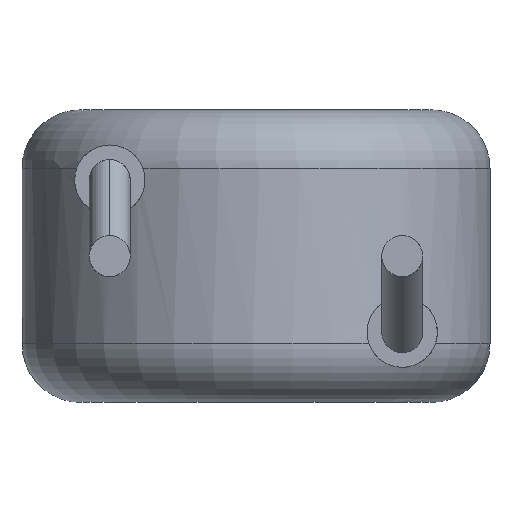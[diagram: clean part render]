
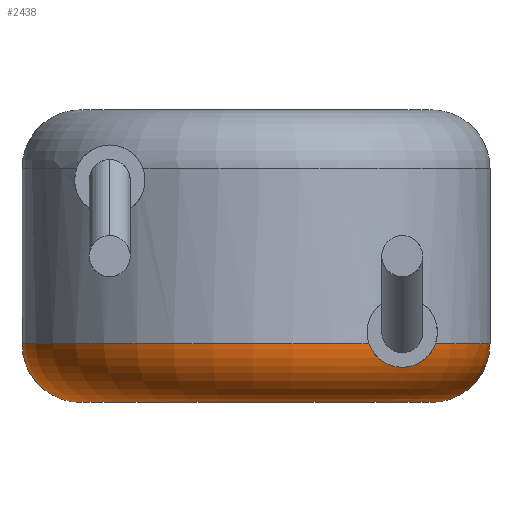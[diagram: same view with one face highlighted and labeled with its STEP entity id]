
A CAD part, front view. The second image highlights one B-rep face of the part: STEP entity #2438.
In plain terms, the highlighted toroidal (fillet/blend) face has major radius 3 mm and minor radius 1 mm.
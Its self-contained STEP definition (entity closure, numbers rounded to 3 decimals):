
#53 = AXIS2_PLACEMENT_3D ( 'NONE', #1602, #1570, #694 ) ;
#100 = CARTESIAN_POINT ( 'NONE',  ( 2.5, -3.015, 0.6 ) ) ;
#112 = CIRCLE ( 'NONE', #1730, 4. ) ;
#162 = CARTESIAN_POINT ( 'NONE',  ( 2.078, -3.388, 0.768 ) ) ;
#172 = DIRECTION ( 'NONE',  ( 1., 0., 0. ) ) ;
#203 = VERTEX_POINT ( 'NONE', #3164 ) ;
#315 = EDGE_CURVE ( 'NONE', #931, #539, #2752, .T. ) ;
#398 = CARTESIAN_POINT ( 'NONE',  ( 2.527, -2.992, 0.601 ) ) ;
#413 = CARTESIAN_POINT ( 'NONE',  ( 2.968, -2.681, 1. ) ) ;
#436 = CARTESIAN_POINT ( 'NONE',  ( 0., 0., 1. ) ) ;
#459 = CARTESIAN_POINT ( 'NONE',  ( -3., 0., 1. ) ) ;
#539 = VERTEX_POINT ( 'NONE', #100 ) ;
#694 = DIRECTION ( 'NONE',  ( 1., 0., 0. ) ) ;
#748 = DIRECTION ( 'NONE',  ( 0., 1., 0. ) ) ;
#772 = ORIENTED_EDGE ( 'NONE', *, *, #3041, .T. ) ;
#775 = DIRECTION ( 'NONE',  ( 0., 0., -1. ) ) ;
#793 = CARTESIAN_POINT ( 'NONE',  ( -4., 0., 1. ) ) ;
#795 = EDGE_CURVE ( 'NONE', #203, #1057, #1213, .T. ) ;
#815 = DIRECTION ( 'NONE',  ( 0., 0., 1. ) ) ;
#880 = ORIENTED_EDGE ( 'NONE', *, *, #2181, .F. ) ;
#931 = VERTEX_POINT ( 'NONE', #2229 ) ;
#949 = EDGE_CURVE ( 'NONE', #3044, #931, #2500, .T. ) ;
#1010 = FACE_OUTER_BOUND ( 'NONE', #3300, .T. ) ;
#1023 = CARTESIAN_POINT ( 'NONE',  ( 1.995, -3.459, 0.869 ) ) ;
#1057 = VERTEX_POINT ( 'NONE', #793 ) ;
#1083 = CARTESIAN_POINT ( 'NONE',  ( 2.274, -3.21, 0.632 ) ) ;
#1113 = DIRECTION ( 'NONE',  ( 1., 0., 0. ) ) ;
#1191 = ORIENTED_EDGE ( 'NONE', *, *, #3709, .F. ) ;
#1213 = CIRCLE ( 'NONE', #3113, 1. ) ;
#1292 = CARTESIAN_POINT ( 'NONE',  ( 2.518, -3., 0.6 ) ) ;
#1331 = EDGE_CURVE ( 'NONE', #1057, #3582, #3750, .T. ) ;
#1341 = CARTESIAN_POINT ( 'NONE',  ( 1.959, -3.488, 0.93 ) ) ;
#1365 = ORIENTED_EDGE ( 'NONE', *, *, #949, .T. ) ;
#1397 = CARTESIAN_POINT ( 'NONE',  ( 1.934, -3.501, 1. ) ) ;
#1428 = DIRECTION ( 'NONE',  ( 1., 0., 0. ) ) ;
#1520 = ORIENTED_EDGE ( 'NONE', *, *, #3155, .T. ) ;
#1570 = DIRECTION ( 'NONE',  ( 0., 0., 1. ) ) ;
#1602 = CARTESIAN_POINT ( 'NONE',  ( 0., 0., 1. ) ) ;
#1661 = CARTESIAN_POINT ( 'NONE',  ( 2.126, -3.345, 0.727 ) ) ;
#1686 = CARTESIAN_POINT ( 'NONE',  ( 3., 0., 1. ) ) ;
#1730 = AXIS2_PLACEMENT_3D ( 'NONE', #3780, #815, #1113 ) ;
#1875 = VERTEX_POINT ( 'NONE', #3542 ) ;
#1876 = CARTESIAN_POINT ( 'NONE',  ( 2.941, -2.712, 0.887 ) ) ;
#1906 = CARTESIAN_POINT ( 'NONE',  ( 2.968, -2.681, 1. ) ) ;
#1930 = DIRECTION ( 'NONE',  ( 0., 0., -1. ) ) ;
#1938 = CARTESIAN_POINT ( 'NONE',  ( 2.385, -3.11, 0.6 ) ) ;
#1967 = CIRCLE ( 'NONE', #2460, 1. ) ;
#2092 = CIRCLE ( 'NONE', #2657, 3. ) ;
#2181 = EDGE_CURVE ( 'NONE', #3044, #2740, #112, .T. ) ;
#2189 = ORIENTED_EDGE ( 'NONE', *, *, #315, .T. ) ;
#2229 = CARTESIAN_POINT ( 'NONE',  ( 2.527, -2.992, 0.601 ) ) ;
#2432 = DIRECTION ( 'NONE',  ( 0., 0., 1. ) ) ;
#2438 = ADVANCED_FACE ( 'NONE', ( #1010 ), #3076, .T. ) ;
#2460 = AXIS2_PLACEMENT_3D ( 'NONE', #1686, #2592, #775 ) ;
#2465 = CARTESIAN_POINT ( 'NONE',  ( 2.509, -3.007, 0.6 ) ) ;
#2500 = B_SPLINE_CURVE_WITH_KNOTS ( 'NONE', 3,
 ( #413, #1876, #3375, #3038, #2830, #3361 ),
 .UNSPECIFIED., .F., .F.,
 ( 4, 2, 4 ),
 ( 0., 0., 0.001 ),
 .UNSPECIFIED. ) ;
#2522 = CARTESIAN_POINT ( 'NONE',  ( 2.5, -3.015, 0.6 ) ) ;
#2535 = CARTESIAN_POINT ( 'NONE',  ( 0., 0., 0. ) ) ;
#2588 = ORIENTED_EDGE ( 'NONE', *, *, #795, .F. ) ;
#2592 = DIRECTION ( 'NONE',  ( 0., -1., 0. ) ) ;
#2657 = AXIS2_PLACEMENT_3D ( 'NONE', #2535, #1930, #172 ) ;
#2740 = VERTEX_POINT ( 'NONE', #3034 ) ;
#2752 = B_SPLINE_CURVE_WITH_KNOTS ( 'NONE', 3,
 ( #398, #1292, #2465, #3405 ),
 .UNSPECIFIED., .F., .F.,
 ( 4, 4 ),
 ( 0., 0. ),
 .UNSPECIFIED. ) ;
#2815 = AXIS2_PLACEMENT_3D ( 'NONE', #436, #2432, #1428 ) ;
#2830 = CARTESIAN_POINT ( 'NONE',  ( 2.619, -2.918, 0.606 ) ) ;
#2833 = CARTESIAN_POINT ( 'NONE',  ( 1.934, -3.501, 1. ) ) ;
#3034 = CARTESIAN_POINT ( 'NONE',  ( 4., 0., 1. ) ) ;
#3038 = CARTESIAN_POINT ( 'NONE',  ( 2.717, -2.853, 0.647 ) ) ;
#3041 = EDGE_CURVE ( 'NONE', #539, #3582, #3287, .T. ) ;
#3044 = VERTEX_POINT ( 'NONE', #1906 ) ;
#3076 = TOROIDAL_SURFACE ( 'NONE', #53, 3., 1. ) ;
#3105 = DIRECTION ( 'NONE',  ( -1., 0., 0. ) ) ;
#3113 = AXIS2_PLACEMENT_3D ( 'NONE', #459, #748, #3105 ) ;
#3155 = EDGE_CURVE ( 'NONE', #1875, #2740, #1967, .T. ) ;
#3164 = CARTESIAN_POINT ( 'NONE',  ( -3., 0., 0. ) ) ;
#3287 = B_SPLINE_CURVE_WITH_KNOTS ( 'NONE', 3,
 ( #2522, #1938, #1083, #1661, #162, #1023, #1341, #2833 ),
 .UNSPECIFIED., .F., .F.,
 ( 4, 2, 2, 4 ),
 ( 0., 0.001, 0.001, 0.001 ),
 .UNSPECIFIED. ) ;
#3300 = EDGE_LOOP ( 'NONE', ( #2588, #1191, #1520, #880, #1365, #2189, #772, #3417 ) ) ;
#3361 = CARTESIAN_POINT ( 'NONE',  ( 2.527, -2.992, 0.601 ) ) ;
#3375 = CARTESIAN_POINT ( 'NONE',  ( 2.878, -2.751, 0.789 ) ) ;
#3405 = CARTESIAN_POINT ( 'NONE',  ( 2.5, -3.015, 0.6 ) ) ;
#3417 = ORIENTED_EDGE ( 'NONE', *, *, #1331, .F. ) ;
#3542 = CARTESIAN_POINT ( 'NONE',  ( 3., 0., 0. ) ) ;
#3582 = VERTEX_POINT ( 'NONE', #1397 ) ;
#3709 = EDGE_CURVE ( 'NONE', #1875, #203, #2092, .T. ) ;
#3750 = CIRCLE ( 'NONE', #2815, 4. ) ;
#3780 = CARTESIAN_POINT ( 'NONE',  ( 0., 0., 1. ) ) ;
